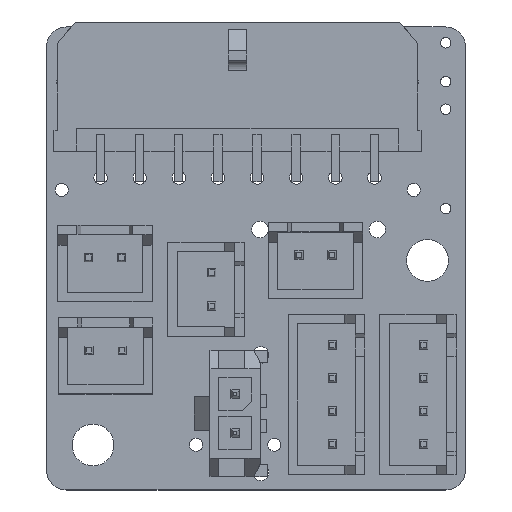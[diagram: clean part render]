
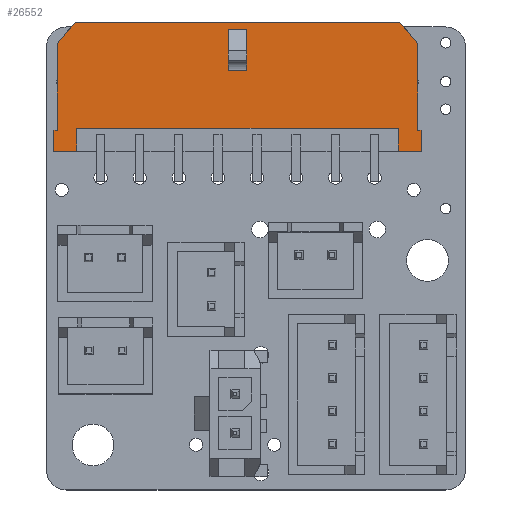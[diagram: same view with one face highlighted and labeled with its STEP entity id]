
A CAD part, top view. The second image highlights one B-rep face of the part: STEP entity #26552.
In plain terms, the highlighted face is planar.
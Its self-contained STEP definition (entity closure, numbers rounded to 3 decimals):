
#693=FACE_BOUND('',#3453,.T.);
#1827=FACE_OUTER_BOUND('',#3452,.T.);
#3452=EDGE_LOOP('',(#21181,#21182,#21183,#21184,#21185,#21186,#21187,#21188,
#21189,#21190,#21191,#21192,#21193,#21194));
#3453=EDGE_LOOP('',(#21195,#21196,#21197,#21198));
#5848=LINE('',#41290,#9225);
#5927=LINE('',#41447,#9304);
#5947=LINE('',#41484,#9324);
#5955=LINE('',#41499,#9332);
#5959=LINE('',#41509,#9336);
#5960=LINE('',#41511,#9337);
#5961=LINE('',#41513,#9338);
#5962=LINE('',#41514,#9339);
#5963=LINE('',#41515,#9340);
#5964=LINE('',#41517,#9341);
#5965=LINE('',#41519,#9342);
#5966=LINE('',#41521,#9343);
#5967=LINE('',#41523,#9344);
#5968=LINE('',#41524,#9345);
#5969=LINE('',#41527,#9346);
#5970=LINE('',#41529,#9347);
#5971=LINE('',#41531,#9348);
#5972=LINE('',#41532,#9349);
#9225=VECTOR('',#32407,6.66);
#9304=VECTOR('',#32518,6.66);
#9324=VECTOR('',#32550,2.154);
#9332=VECTOR('',#32566,2.154);
#9336=VECTOR('',#32574,1.75);
#9337=VECTOR('',#32575,1.75);
#9338=VECTOR('',#32576,1.6);
#9339=VECTOR('',#32577,0.25);
#9340=VECTOR('',#32578,24.881);
#9341=VECTOR('',#32579,0.25);
#9342=VECTOR('',#32580,1.6);
#9343=VECTOR('',#32581,1.75);
#9344=VECTOR('',#32582,1.75);
#9345=VECTOR('',#32583,24.65);
#9346=VECTOR('',#32584,3.16);
#9347=VECTOR('',#32585,1.4);
#9348=VECTOR('',#32586,3.16);
#9349=VECTOR('',#32587,1.4);
#12203=VERTEX_POINT('',#41287);
#12204=VERTEX_POINT('',#41289);
#12265=VERTEX_POINT('',#41444);
#12266=VERTEX_POINT('',#41446);
#12277=VERTEX_POINT('',#41483);
#12280=VERTEX_POINT('',#41497);
#12283=VERTEX_POINT('',#41507);
#12284=VERTEX_POINT('',#41508);
#12285=VERTEX_POINT('',#41510);
#12286=VERTEX_POINT('',#41512);
#12287=VERTEX_POINT('',#41516);
#12288=VERTEX_POINT('',#41518);
#12289=VERTEX_POINT('',#41520);
#12290=VERTEX_POINT('',#41522);
#12291=VERTEX_POINT('',#41525);
#12292=VERTEX_POINT('',#41526);
#12293=VERTEX_POINT('',#41528);
#12294=VERTEX_POINT('',#41530);
#15281=EDGE_CURVE('',#12204,#12203,#5848,.T.);
#15360=EDGE_CURVE('',#12265,#12266,#5927,.T.);
#15380=EDGE_CURVE('',#12266,#12277,#5947,.T.);
#15388=EDGE_CURVE('',#12280,#12203,#5955,.T.);
#15392=EDGE_CURVE('',#12283,#12284,#5959,.T.);
#15393=EDGE_CURVE('',#12283,#12285,#5960,.T.);
#15394=EDGE_CURVE('',#12285,#12286,#5961,.T.);
#15395=EDGE_CURVE('',#12286,#12204,#5962,.T.);
#15396=EDGE_CURVE('',#12280,#12277,#5963,.T.);
#15397=EDGE_CURVE('',#12265,#12287,#5964,.T.);
#15398=EDGE_CURVE('',#12287,#12288,#5965,.T.);
#15399=EDGE_CURVE('',#12288,#12289,#5966,.T.);
#15400=EDGE_CURVE('',#12289,#12290,#5967,.T.);
#15401=EDGE_CURVE('',#12284,#12290,#5968,.T.);
#15402=EDGE_CURVE('',#12291,#12292,#5969,.T.);
#15403=EDGE_CURVE('',#12292,#12293,#5970,.T.);
#15404=EDGE_CURVE('',#12294,#12293,#5971,.T.);
#15405=EDGE_CURVE('',#12291,#12294,#5972,.T.);
#21181=ORIENTED_EDGE('',*,*,#15392,.F.);
#21182=ORIENTED_EDGE('',*,*,#15393,.T.);
#21183=ORIENTED_EDGE('',*,*,#15394,.T.);
#21184=ORIENTED_EDGE('',*,*,#15395,.T.);
#21185=ORIENTED_EDGE('',*,*,#15281,.T.);
#21186=ORIENTED_EDGE('',*,*,#15388,.F.);
#21187=ORIENTED_EDGE('',*,*,#15396,.T.);
#21188=ORIENTED_EDGE('',*,*,#15380,.F.);
#21189=ORIENTED_EDGE('',*,*,#15360,.F.);
#21190=ORIENTED_EDGE('',*,*,#15397,.T.);
#21191=ORIENTED_EDGE('',*,*,#15398,.T.);
#21192=ORIENTED_EDGE('',*,*,#15399,.T.);
#21193=ORIENTED_EDGE('',*,*,#15400,.T.);
#21194=ORIENTED_EDGE('',*,*,#15401,.F.);
#21195=ORIENTED_EDGE('',*,*,#15402,.T.);
#21196=ORIENTED_EDGE('',*,*,#15403,.T.);
#21197=ORIENTED_EDGE('',*,*,#15404,.F.);
#21198=ORIENTED_EDGE('',*,*,#15405,.F.);
#25076=PLANE('',#28223);
#26552=ADVANCED_FACE('',(#1827,#693),#25076,.T.);
#28223=AXIS2_PLACEMENT_3D('',#41506,#32572,#32573);
#32407=DIRECTION('',(0.,0.,1.));
#32518=DIRECTION('',(0.,0.,1.));
#32550=DIRECTION('',(-0.643,0.,0.766));
#32566=DIRECTION('',(-0.643,0.,-0.766));
#32572=DIRECTION('center_axis',(0.,1.,0.));
#32573=DIRECTION('ref_axis',(0.,0.,1.));
#32574=DIRECTION('',(0.,0.,1.));
#32575=DIRECTION('',(-1.,0.,0.));
#32576=DIRECTION('',(0.,0.,1.));
#32577=DIRECTION('',(1.,0.,0.));
#32578=DIRECTION('',(1.,0.,0.));
#32579=DIRECTION('',(1.,0.,0.));
#32580=DIRECTION('',(0.,0.,-1.));
#32581=DIRECTION('',(-1.,0.,0.));
#32582=DIRECTION('',(0.,0.,1.));
#32583=DIRECTION('',(1.,0.,0.));
#32584=DIRECTION('',(0.,0.,-1.));
#32585=DIRECTION('',(1.,0.,0.));
#32586=DIRECTION('',(0.,0.,-1.));
#32587=DIRECTION('',(1.,0.,0.));
#41287=CARTESIAN_POINT('',(-13.825,3.43,3.305));
#41289=CARTESIAN_POINT('',(-13.825,3.43,-3.355));
#41290=CARTESIAN_POINT('',(-13.825,3.43,-3.355));
#41444=CARTESIAN_POINT('',(13.825,3.43,-3.355));
#41446=CARTESIAN_POINT('',(13.825,3.43,3.305));
#41447=CARTESIAN_POINT('',(13.825,3.43,-3.355));
#41483=CARTESIAN_POINT('',(12.44,3.43,4.955));
#41484=CARTESIAN_POINT('',(13.825,3.43,3.305));
#41497=CARTESIAN_POINT('',(-12.44,3.43,4.955));
#41499=CARTESIAN_POINT('',(-12.44,3.43,4.955));
#41506=CARTESIAN_POINT('Origin',(-13.825,3.43,-4.955));
#41507=CARTESIAN_POINT('',(-12.325,3.43,-4.955));
#41508=CARTESIAN_POINT('',(-12.325,3.43,-3.205));
#41509=CARTESIAN_POINT('',(-12.325,3.43,-4.955));
#41510=CARTESIAN_POINT('',(-14.075,3.43,-4.955));
#41511=CARTESIAN_POINT('',(-12.325,3.43,-4.955));
#41512=CARTESIAN_POINT('',(-14.075,3.43,-3.355));
#41513=CARTESIAN_POINT('',(-14.075,3.43,-4.955));
#41514=CARTESIAN_POINT('',(-14.075,3.43,-3.355));
#41515=CARTESIAN_POINT('',(-12.44,3.43,4.955));
#41516=CARTESIAN_POINT('',(14.075,3.43,-3.355));
#41517=CARTESIAN_POINT('',(13.825,3.43,-3.355));
#41518=CARTESIAN_POINT('',(14.075,3.43,-4.955));
#41519=CARTESIAN_POINT('',(14.075,3.43,-3.355));
#41520=CARTESIAN_POINT('',(12.325,3.43,-4.955));
#41521=CARTESIAN_POINT('',(14.075,3.43,-4.955));
#41522=CARTESIAN_POINT('',(12.325,3.43,-3.205));
#41523=CARTESIAN_POINT('',(12.325,3.43,-4.955));
#41524=CARTESIAN_POINT('',(-12.325,3.43,-3.205));
#41525=CARTESIAN_POINT('',(-0.7,3.43,4.415));
#41526=CARTESIAN_POINT('',(-0.7,3.43,1.255));
#41527=CARTESIAN_POINT('',(-0.7,3.43,4.415));
#41528=CARTESIAN_POINT('',(0.7,3.43,1.255));
#41529=CARTESIAN_POINT('',(-0.7,3.43,1.255));
#41530=CARTESIAN_POINT('',(0.7,3.43,4.415));
#41531=CARTESIAN_POINT('',(0.7,3.43,4.415));
#41532=CARTESIAN_POINT('',(-0.7,3.43,4.415));
